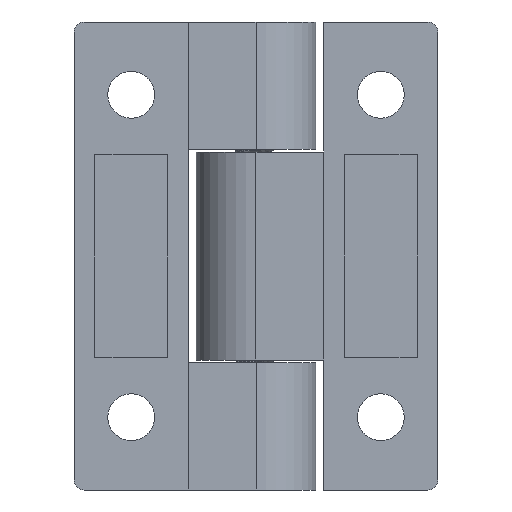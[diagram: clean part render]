
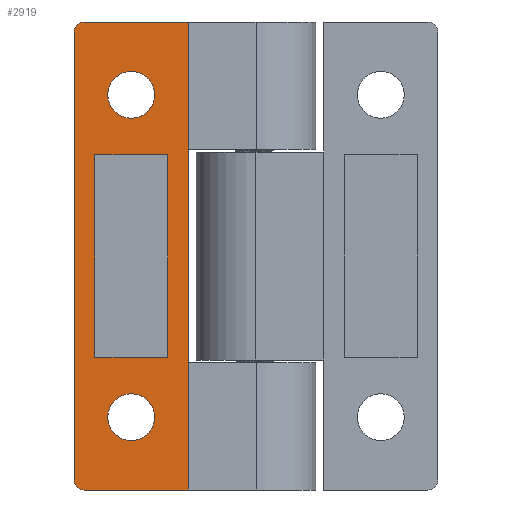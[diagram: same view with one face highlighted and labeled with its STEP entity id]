
A CAD part, front view. The second image highlights one B-rep face of the part: STEP entity #2919.
In plain terms, the highlighted face is planar.
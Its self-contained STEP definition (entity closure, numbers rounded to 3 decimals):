
#310=FACE_BOUND('',#552,.T.);
#311=FACE_BOUND('',#553,.T.);
#312=FACE_BOUND('',#554,.T.);
#353=PLANE('',#3060);
#431=FACE_OUTER_BOUND('',#551,.T.);
#551=EDGE_LOOP('',(#2028,#2029,#2030,#2031,#2032,#2033));
#552=EDGE_LOOP('',(#2034,#2035,#2036,#2037));
#553=EDGE_LOOP('',(#2038));
#554=EDGE_LOOP('',(#2039));
#707=LINE('',#3823,#861);
#712=LINE('',#3873,#866);
#719=LINE('',#3888,#873);
#720=LINE('',#3891,#874);
#721=LINE('',#3894,#875);
#722=LINE('',#3896,#876);
#723=LINE('',#3898,#877);
#724=LINE('',#3899,#878);
#861=VECTOR('',#3290,45.);
#866=VECTOR('',#3321,10.);
#873=VECTOR('',#3330,43.);
#874=VECTOR('',#3333,10.);
#875=VECTOR('',#3334,19.5);
#876=VECTOR('',#3335,7.);
#877=VECTOR('',#3336,19.5);
#878=VECTOR('',#3337,7.);
#1010=CIRCLE('',#3057,1.);
#1011=CIRCLE('',#3061,1.);
#1012=CIRCLE('',#3062,2.25);
#1013=CIRCLE('',#3063,2.25);
#1094=VERTEX_POINT('',#3820);
#1095=VERTEX_POINT('',#3822);
#1101=VERTEX_POINT('',#3865);
#1102=VERTEX_POINT('',#3866);
#1109=VERTEX_POINT('',#3887);
#1110=VERTEX_POINT('',#3889);
#1111=VERTEX_POINT('',#3892);
#1112=VERTEX_POINT('',#3893);
#1113=VERTEX_POINT('',#3895);
#1114=VERTEX_POINT('',#3897);
#1115=VERTEX_POINT('',#3900);
#1116=VERTEX_POINT('',#3902);
#1495=EDGE_CURVE('',#1094,#1095,#707,.T.);
#1505=EDGE_CURVE('',#1101,#1102,#1010,.T.);
#1509=EDGE_CURVE('',#1102,#1094,#712,.T.);
#1516=EDGE_CURVE('',#1101,#1109,#719,.T.);
#1517=EDGE_CURVE('',#1110,#1109,#1011,.T.);
#1518=EDGE_CURVE('',#1095,#1110,#720,.T.);
#1519=EDGE_CURVE('',#1111,#1112,#721,.T.);
#1520=EDGE_CURVE('',#1112,#1113,#722,.T.);
#1521=EDGE_CURVE('',#1113,#1114,#723,.T.);
#1522=EDGE_CURVE('',#1114,#1111,#724,.T.);
#1523=EDGE_CURVE('',#1115,#1115,#1012,.T.);
#1524=EDGE_CURVE('',#1116,#1116,#1013,.T.);
#2028=ORIENTED_EDGE('',*,*,#1505,.F.);
#2029=ORIENTED_EDGE('',*,*,#1516,.T.);
#2030=ORIENTED_EDGE('',*,*,#1517,.F.);
#2031=ORIENTED_EDGE('',*,*,#1518,.F.);
#2032=ORIENTED_EDGE('',*,*,#1495,.F.);
#2033=ORIENTED_EDGE('',*,*,#1509,.F.);
#2034=ORIENTED_EDGE('',*,*,#1519,.T.);
#2035=ORIENTED_EDGE('',*,*,#1520,.T.);
#2036=ORIENTED_EDGE('',*,*,#1521,.T.);
#2037=ORIENTED_EDGE('',*,*,#1522,.T.);
#2038=ORIENTED_EDGE('',*,*,#1523,.T.);
#2039=ORIENTED_EDGE('',*,*,#1524,.T.);
#2919=ADVANCED_FACE('',(#431,#310,#311,#312),#353,.T.);
#3057=AXIS2_PLACEMENT_3D('',#3867,#3312,#3313);
#3060=AXIS2_PLACEMENT_3D('',#3886,#3328,#3329);
#3061=AXIS2_PLACEMENT_3D('',#3890,#3331,#3332);
#3062=AXIS2_PLACEMENT_3D('',#3901,#3338,#3339);
#3063=AXIS2_PLACEMENT_3D('',#3903,#3340,#3341);
#3290=DIRECTION('',(0.,1.,0.));
#3312=DIRECTION('center_axis',(0.,0.,1.));
#3313=DIRECTION('ref_axis',(-0.707,-0.707,0.));
#3321=DIRECTION('',(1.,0.,0.));
#3328=DIRECTION('center_axis',(0.,0.,-1.));
#3329=DIRECTION('ref_axis',(-1.,0.,0.));
#3330=DIRECTION('',(0.,1.,0.));
#3331=DIRECTION('center_axis',(0.,0.,1.));
#3332=DIRECTION('ref_axis',(-0.707,0.707,0.));
#3333=DIRECTION('',(-1.,0.,0.));
#3334=DIRECTION('',(0.,1.,0.));
#3335=DIRECTION('',(-1.,0.,0.));
#3336=DIRECTION('',(0.,-1.,0.));
#3337=DIRECTION('',(1.,0.,0.));
#3338=DIRECTION('center_axis',(0.,0.,1.));
#3339=DIRECTION('ref_axis',(1.,0.,0.));
#3340=DIRECTION('center_axis',(0.,0.,1.));
#3341=DIRECTION('ref_axis',(1.,0.,0.));
#3820=CARTESIAN_POINT('',(11.,-22.5,0.));
#3822=CARTESIAN_POINT('',(11.,22.5,0.));
#3823=CARTESIAN_POINT('',(11.,0.,0.));
#3865=CARTESIAN_POINT('',(0.,-21.5,0.));
#3866=CARTESIAN_POINT('',(1.,-22.5,0.));
#3867=CARTESIAN_POINT('Origin',(1.,-21.5,0.));
#3873=CARTESIAN_POINT('',(0.,-22.5,0.));
#3886=CARTESIAN_POINT('Origin',(11.,0.,0.));
#3887=CARTESIAN_POINT('',(0.,21.5,0.));
#3888=CARTESIAN_POINT('',(0.,0.,0.));
#3889=CARTESIAN_POINT('',(1.,22.5,0.));
#3890=CARTESIAN_POINT('Origin',(1.,21.5,0.));
#3891=CARTESIAN_POINT('',(0.,22.5,0.));
#3892=CARTESIAN_POINT('',(9.,-9.75,0.));
#3893=CARTESIAN_POINT('',(9.,9.75,0.));
#3894=CARTESIAN_POINT('',(9.,-4.875,0.));
#3895=CARTESIAN_POINT('',(2.,9.75,0.));
#3896=CARTESIAN_POINT('',(10.,9.75,0.));
#3897=CARTESIAN_POINT('',(2.,-9.75,0.));
#3898=CARTESIAN_POINT('',(2.,4.875,0.));
#3899=CARTESIAN_POINT('',(6.5,-9.75,0.));
#3900=CARTESIAN_POINT('',(3.25,15.5,0.));
#3901=CARTESIAN_POINT('Origin',(5.5,15.5,0.));
#3902=CARTESIAN_POINT('',(3.25,-15.5,0.));
#3903=CARTESIAN_POINT('Origin',(5.5,-15.5,0.));
